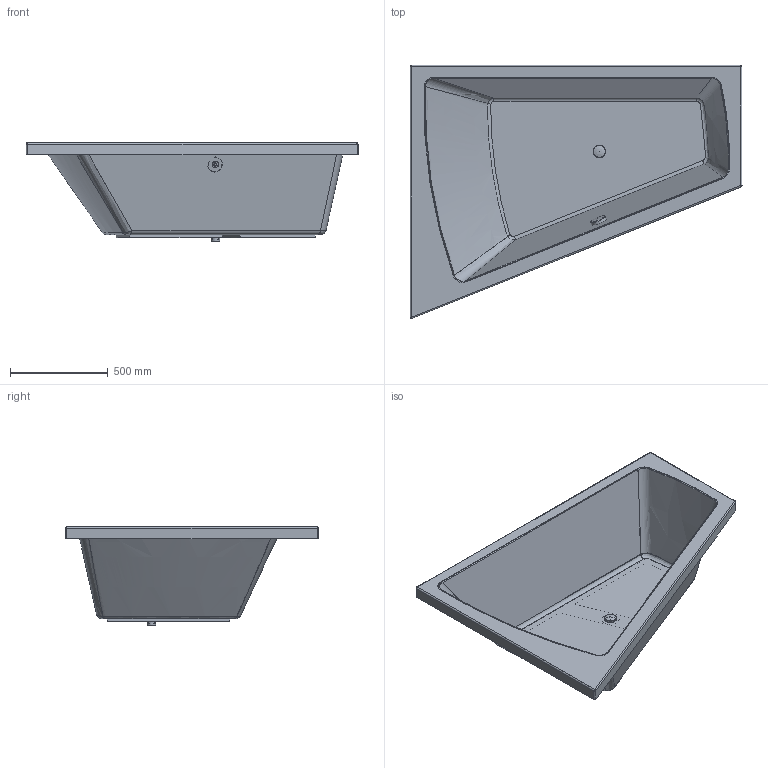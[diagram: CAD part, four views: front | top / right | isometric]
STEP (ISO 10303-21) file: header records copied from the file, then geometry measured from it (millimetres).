
FILE_DESCRIPTION((''),'2;1');
FILE_NAME('700214.stp','2010-07-22T22:37:19',('Andreas'),(''),'Autodesk Inventor 2009','Autodesk Inventor 2009','');
FILE_SCHEMA(('AUTOMOTIVE_DESIGN { 1 0 10303 214 1 1 1 1 }'));
Length unit declared in the file: millimetre
Products named in the file (5): 700214; Kelch; Stopfen; Verschluss_Ueberlauf
Assembly tree (4 placements, depth 2):
  700214
    700214
    Kelch
    Stopfen
    Verschluss_Ueberlauf
Bounding box: 1700 x 1296.66 x 503 mm (x, y, z)
Volume: 23888629.6 mm3; surface area: 6610380.6 mm2
Topology: 4 solids, 4 shells, 125 faces, 292 edges, 171 vertices
Faces by surface type: plane 48, cylinder 38, bspline 25, torus 7, sphere 4, cone 3
Full cylindrical faces by diameter (mm): 15 x1, 35 x1, 42 x1, 44 x1, 52 x2, 60 x1, 74 x1, 75 x1, 79.999 x1
Entity records: 20484 total; most frequent: CARTESIAN_POINT 17734, DIRECTION 528, ORIENTED_EDGE 522, EDGE_CURVE 261, AXIS2_PLACEMENT_3D 206, VERTEX_POINT 165, EDGE_LOOP 160, FACE_OUTER_BOUND 125
